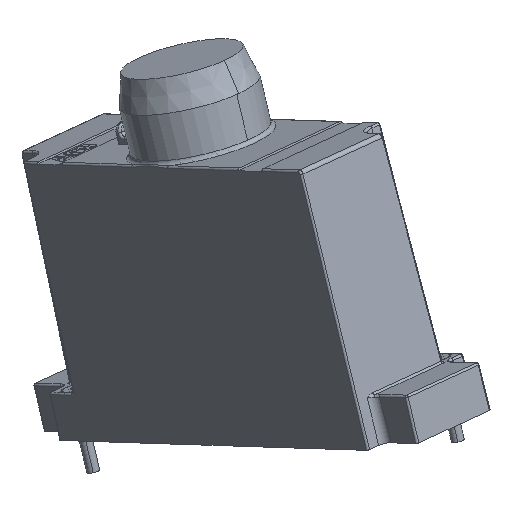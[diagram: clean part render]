
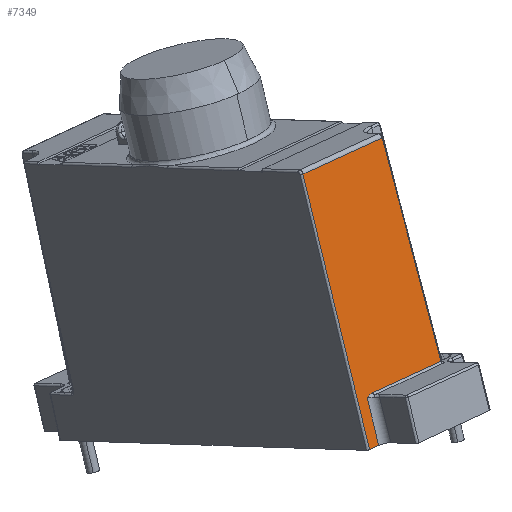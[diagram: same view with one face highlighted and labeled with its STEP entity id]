
A CAD part, top view. The second image highlights one B-rep face of the part: STEP entity #7349.
In plain terms, the highlighted planar face has unit normal (0.673, -0.007, 0.74).
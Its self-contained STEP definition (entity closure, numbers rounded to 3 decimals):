
#1382=DIRECTION('',(0.701,0.324,-0.635));
#1383=VECTOR('',#1382,22.206);
#1384=CARTESIAN_POINT('',(8.981,14.088,-79.164));
#1385=LINE('',#1384,#1383);
#1394=DIRECTION('',(-0.701,-0.324,0.635));
#1395=VECTOR('',#1394,3.);
#1396=CARTESIAN_POINT('',(10.341,2.067,-80.511));
#1397=LINE('',#1396,#1395);
#1398=DIRECTION('',(0.229,-0.949,-0.217));
#1399=VECTOR('',#1398,66.28);
#1400=CARTESIAN_POINT('',(-6.947,63.988,
-64.218));
#1401=LINE('',#1400,#1399);
#1402=DIRECTION('',(-0.247,0.94,0.234));
#1403=VECTOR('',#1402,54.293);
#1404=CARTESIAN_POINT('',(24.556,21.278,-93.265));
#1405=LINE('',#1404,#1403);
#1406=CARTESIAN_POINT('',(7.706,12.981,-78.014));
#1407=CARTESIAN_POINT('',(7.742,13.012,-78.046));
#1408=CARTESIAN_POINT('',(7.812,13.075,-78.109));
#1409=CARTESIAN_POINT('',(7.915,13.175,-78.202));
#1410=CARTESIAN_POINT('',(8.018,13.278,-78.295));
#1411=CARTESIAN_POINT('',(8.154,13.418,-78.417));
#1412=CARTESIAN_POINT('',(8.323,13.592,-78.57));
#1413=CARTESIAN_POINT('',(8.497,13.756,-78.726));
#1414=CARTESIAN_POINT('',(8.64,13.875,-78.855));
#1415=CARTESIAN_POINT('',(8.75,13.956,-78.954));
#1416=CARTESIAN_POINT('',(8.844,14.017,-79.04));
#1417=CARTESIAN_POINT('',(8.922,14.059,-79.11));
#1418=CARTESIAN_POINT('',(8.961,14.079,-79.146));
#1419=CARTESIAN_POINT('',(8.981,14.088,-79.164));
#1421=DIRECTION('',(-0.229,0.949,0.217));
#1422=VECTOR('',#1421,11.502);
#1423=CARTESIAN_POINT('',(10.341,2.067,-80.511));
#1424=LINE('',#1423,#1422);
#2372=CARTESIAN_POINT('',(8.237,1.095,-78.606));
#2418=DIRECTION('',(0.701,0.324,-0.635));
#2419=VECTOR('',#2418,25.763);
#2420=CARTESIAN_POINT('',(-6.947,63.988,
-64.218));
#2421=LINE('',#2420,#2419);
#2428=CARTESIAN_POINT('',(-6.947,63.988,
-64.218));
#2434=CARTESIAN_POINT('',(10.341,2.067,-80.511));
#2456=CARTESIAN_POINT('',(7.706,12.981,-78.014));
#4424=VERTEX_POINT('',#2456);
#4425=VERTEX_POINT('',#1419);
#4426=CARTESIAN_POINT('',(24.556,21.278,-93.265));
#4427=VERTEX_POINT('',#4426);
#4428=CARTESIAN_POINT('',(11.123,72.33,-80.578));
#4429=VERTEX_POINT('',#4428);
#4430=VERTEX_POINT('',#2428);
#4432=VERTEX_POINT('',#2372);
#4506=VERTEX_POINT('',#2434);
#7330=CARTESIAN_POINT('',(29.7,16.81,-97.985));
#7331=DIRECTION('',(-0.673,0.007,-0.74));
#7332=DIRECTION('',(0.701,0.324,-0.635));
#7333=AXIS2_PLACEMENT_3D('',#7330,#7331,#7332);
#7334=PLANE('',#7333);
#7336=ORIENTED_EDGE('',*,*,#7335,.T.);
#7338=ORIENTED_EDGE('',*,*,#7337,.F.);
#7340=ORIENTED_EDGE('',*,*,#7339,.T.);
#7341=ORIENTED_EDGE('',*,*,#7230,.F.);
#7342=ORIENTED_EDGE('',*,*,#7306,.F.);
#7344=ORIENTED_EDGE('',*,*,#7343,.F.);
#7346=ORIENTED_EDGE('',*,*,#7345,.F.);
#7347=EDGE_LOOP('',(#7336,#7338,#7340,#7341,#7342,#7344,#7346));
#7348=FACE_OUTER_BOUND('',#7347,.F.);
#1420=B_SPLINE_CURVE_WITH_KNOTS('',3,(#1406,#1407,#1408,#1409,#1410,#1411,#1412,
#1413,#1414,#1415,#1416,#1417,#1418,#1419),.UNSPECIFIED.,.F.,.F.,(4,1,1,1,1,1,1,
1,1,1,1,4),(0.,0.083,0.167,0.25,0.333,
0.5,0.667,0.75,0.833,0.917,
0.958,1.),.UNSPECIFIED.);
#7230=EDGE_CURVE('',#4427,#4429,#1405,.T.);
#7306=EDGE_CURVE('',#4425,#4427,#1385,.T.);
#7335=EDGE_CURVE('',#4506,#4432,#1397,.T.);
#7337=EDGE_CURVE('',#4430,#4432,#1401,.T.);
#7339=EDGE_CURVE('',#4430,#4429,#2421,.T.);
#7343=EDGE_CURVE('',#4424,#4425,#1420,.T.);
#7345=EDGE_CURVE('',#4506,#4424,#1424,.T.);
#7349=ADVANCED_FACE('',(#7348),#7334,.F.);
